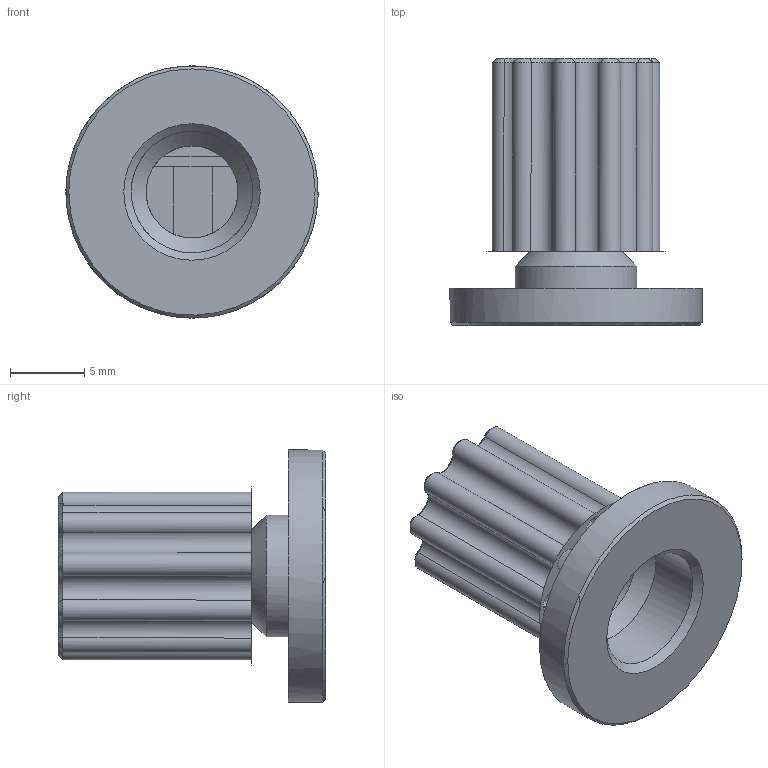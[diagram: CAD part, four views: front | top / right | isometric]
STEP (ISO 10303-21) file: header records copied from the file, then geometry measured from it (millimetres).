
FILE_DESCRIPTION(/* description */ (''),/* implementation_level */ '2;1');
FILE_NAME(/* name */ 'CSLPadKnob.step',/* time_stamp */ '2025-06-30T04:22:16-04:00',/* author */ (''),/* organization */ (''),/* preprocessor_version */ 'ST-DEVELOPER v20.1',/* originating_system */ 'Autodesk Translation Framework v14.10.0.0',/* authorisation */ '');
FILE_SCHEMA (('AUTOMOTIVE_DESIGN { 1 0 10303 214 3 1 1 }'));
Length unit declared in the file: millimetre
Products named in the file (1): Knob
Bounding box: 17 x 18 x 17 mm (x, y, z)
Volume: 1487.4 mm3; surface area: 1496.2 mm2
Topology: 1 solids, 1 shells, 62 faces, 161 edges, 103 vertices
Faces by surface type: cone 25, cylinder 23, plane 12, bspline 2
Full cylindrical faces by diameter (mm): 6.2 x1, 8.2 x1, 17 x1
Entity records: 2512 total; most frequent: CARTESIAN_POINT 1047, ORIENTED_EDGE 322, DIRECTION 268, EDGE_CURVE 161, AXIS2_PLACEMENT_3D 112, VERTEX_POINT 103, B_SPLINE_CURVE_WITH_KNOTS 66, EDGE_LOOP 64
